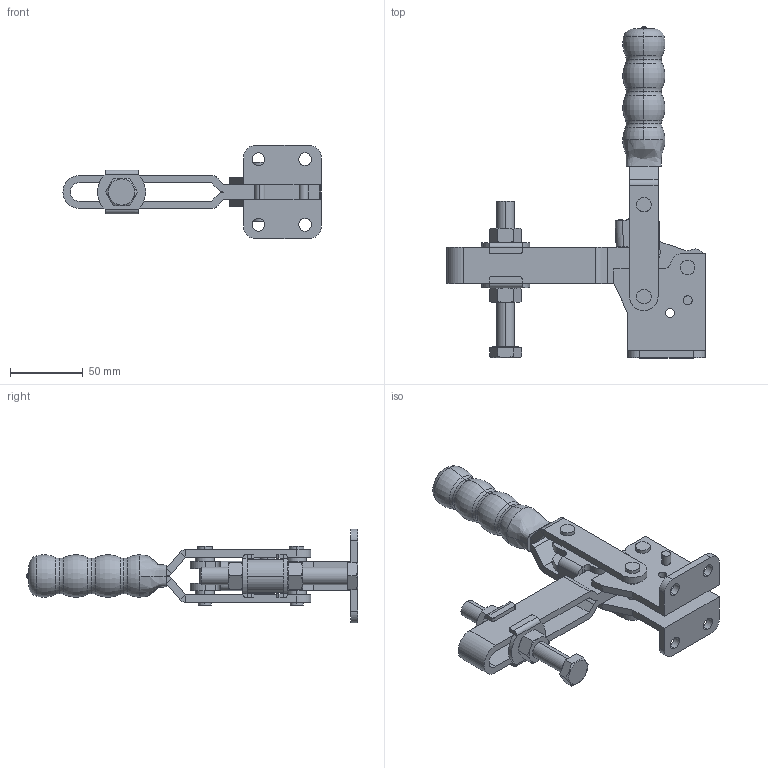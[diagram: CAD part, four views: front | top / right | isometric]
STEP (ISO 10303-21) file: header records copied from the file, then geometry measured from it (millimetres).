
FILE_DESCRIPTION (( 'STEP AP214' ), '1' );
FILE_NAME ('GH-14502-B(Â²¤Æ).STEP', '2020-03-23T06:20:23', ( 'LinWei' ), ( '' ), 'SwSTEP 2.0', 'SolidWorks 2016', '' );
FILE_SCHEMA (( 'AUTOMOTIVE_DESIGN' ));
Length unit declared in the file: millimetre
Products named in the file (7): Group6^GH-14502-B(簡化); Group5^GH-14502-B(簡化); Group4^GH-14502-B(簡化); Group3^GH-14502-B(簡化); Group2^GH-14502-B(簡化); Group1^GH-14502-B(簡化); GH-14502-B(簡化)
Assembly tree (6 placements, depth 2):
  GH-14502-B(簡化)
    Group1^GH-14502-B(簡化)
    Group2^GH-14502-B(簡化)
    Group3^GH-14502-B(簡化)
    Group4^GH-14502-B(簡化)
    Group5^GH-14502-B(簡化)
    Group6^GH-14502-B(簡化)
Bounding box: 177 x 227.5 x 64 mm (x, y, z)
Volume: 205547.7 mm3; surface area: 80934.6 mm2
Topology: 7 solids, 7 shells, 662 faces, 1684 edges, 1080 vertices
Faces by surface type: plane 296, cylinder 173, bspline 125, cone 40, torus 26, sphere 2
Entity records: 26480 total; most frequent: CARTESIAN_POINT 9313, ORIENTED_EDGE 3368, DIRECTION 2879, EDGE_CURVE 1684, VERTEX_POINT 1080, AXIS2_PLACEMENT_3D 973, VECTOR 933, LINE 933
